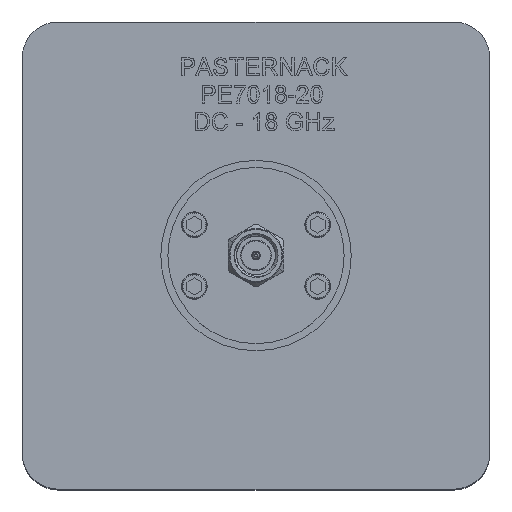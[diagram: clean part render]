
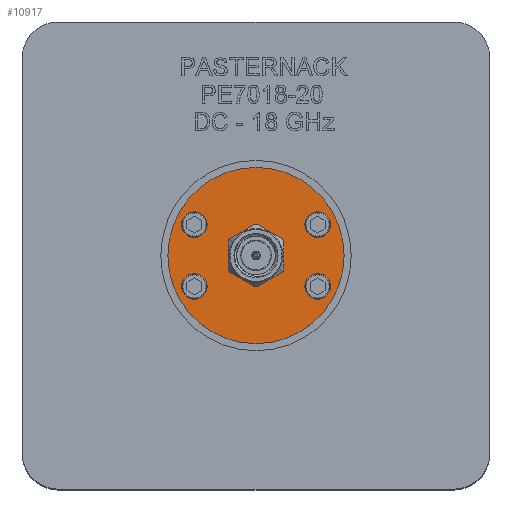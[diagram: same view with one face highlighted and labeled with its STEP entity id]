
A CAD part, top view. The second image highlights one B-rep face of the part: STEP entity #10917.
In plain terms, the highlighted planar face has unit normal (0, 0, 1).
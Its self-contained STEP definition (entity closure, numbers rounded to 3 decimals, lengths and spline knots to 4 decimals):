
#34 = PLANE ( 'NONE',  #20459 ) ;
#131 = DIRECTION ( 'NONE',  ( 1., 0., 0. ) ) ;
#283 = FACE_BOUND ( 'NONE', #24223, .T. ) ;
#1080 = CIRCLE ( 'NONE', #13627, 0.0729 ) ;
#1120 = DIRECTION ( 'NONE',  ( -1., 0., 0. ) ) ;
#1124 = EDGE_CURVE ( 'NONE', #25051, #10276, #28749, .T. ) ;
#1197 = EDGE_CURVE ( 'NONE', #9371, #14929, #20103, .T. ) ;
#1701 = CARTESIAN_POINT ( 'NONE',  ( 0.4229, -0.175, 1.535 ) ) ;
#1747 = CARTESIAN_POINT ( 'NONE',  ( 0.35, -0.175, 1.535 ) ) ;
#1986 = ORIENTED_EDGE ( 'NONE', *, *, #1197, .T. ) ;
#2177 = EDGE_CURVE ( 'NONE', #11491, #10669, #19649, .T. ) ;
#2360 = CARTESIAN_POINT ( 'NONE',  ( -0.2771, 0.175, 1.535 ) ) ;
#2806 = DIRECTION ( 'NONE',  ( -1., 0., 0. ) ) ;
#3420 = AXIS2_PLACEMENT_3D ( 'NONE', #15671, #21168, #18314 ) ;
#4678 = CARTESIAN_POINT ( 'NONE',  ( -0.35, -0.175, 1.535 ) ) ;
#4712 = DIRECTION ( 'NONE',  ( 0., 0., -1. ) ) ;
#5490 = EDGE_CURVE ( 'NONE', #30911, #8941, #1080, .T. ) ;
#5509 = CARTESIAN_POINT ( 'NONE',  ( 0., 0., 1.535 ) ) ;
#5756 = EDGE_CURVE ( 'NONE', #8270, #22149, #22762, .T. ) ;
#6006 = AXIS2_PLACEMENT_3D ( 'NONE', #17142, #19310, #1120 ) ;
#6189 = AXIS2_PLACEMENT_3D ( 'NONE', #4678, #22970, #10059 ) ;
#6282 = AXIS2_PLACEMENT_3D ( 'NONE', #28176, #12385, #31147 ) ;
#6369 = DIRECTION ( 'NONE',  ( -1., 0., 0. ) ) ;
#6547 = AXIS2_PLACEMENT_3D ( 'NONE', #16157, #31954, #26550 ) ;
#6717 = EDGE_LOOP ( 'NONE', ( #17322, #12411 ) ) ;
#7225 = FACE_BOUND ( 'NONE', #18747, .T. ) ;
#7461 = ORIENTED_EDGE ( 'NONE', *, *, #17071, .T. ) ;
#7661 = CARTESIAN_POINT ( 'NONE',  ( -0.125, 0., 1.535 ) ) ;
#8077 = CARTESIAN_POINT ( 'NONE',  ( -0.35, 0.175, 1.535 ) ) ;
#8270 = VERTEX_POINT ( 'NONE', #27940 ) ;
#8941 = VERTEX_POINT ( 'NONE', #28978 ) ;
#9070 = DIRECTION ( 'NONE',  ( 0., 0., -1. ) ) ;
#9106 = EDGE_CURVE ( 'NONE', #19078, #10776, #22254, .T. ) ;
#9221 = DIRECTION ( 'NONE',  ( 0., 0., -1. ) ) ;
#9354 = EDGE_CURVE ( 'NONE', #14929, #9371, #22641, .T. ) ;
#9371 = VERTEX_POINT ( 'NONE', #2360 ) ;
#10059 = DIRECTION ( 'NONE',  ( -1., 0., 0. ) ) ;
#10276 = VERTEX_POINT ( 'NONE', #23777 ) ;
#10669 = VERTEX_POINT ( 'NONE', #1701 ) ;
#10776 = VERTEX_POINT ( 'NONE', #33340 ) ;
#10917 = ADVANCED_FACE ( 'NONE', ( #7225, #283, #27298, #27735, #19497, #12564 ), #34, .T. ) ;
#11482 = CARTESIAN_POINT ( 'NONE',  ( 0.35, 0.175, 1.535 ) ) ;
#11491 = VERTEX_POINT ( 'NONE', #15186 ) ;
#11555 = ORIENTED_EDGE ( 'NONE', *, *, #30139, .T. ) ;
#12179 = ORIENTED_EDGE ( 'NONE', *, *, #15111, .T. ) ;
#12385 = DIRECTION ( 'NONE',  ( 0., 0., -1. ) ) ;
#12411 = ORIENTED_EDGE ( 'NONE', *, *, #19086, .F. ) ;
#12564 = FACE_OUTER_BOUND ( 'NONE', #6717, .T. ) ;
#12591 = CARTESIAN_POINT ( 'NONE',  ( 0.35, 0.175, 1.535 ) ) ;
#12794 = DIRECTION ( 'NONE',  ( 0., 0., -1. ) ) ;
#12910 = CARTESIAN_POINT ( 'NONE',  ( 0., 0., 1.535 ) ) ;
#13627 = AXIS2_PLACEMENT_3D ( 'NONE', #12591, #15201, #23081 ) ;
#14573 = CARTESIAN_POINT ( 'NONE',  ( -0.5, 0., 1.535 ) ) ;
#14929 = VERTEX_POINT ( 'NONE', #18587 ) ;
#15092 = ORIENTED_EDGE ( 'NONE', *, *, #9354, .T. ) ;
#15111 = EDGE_CURVE ( 'NONE', #8941, #30911, #32197, .T. ) ;
#15186 = CARTESIAN_POINT ( 'NONE',  ( 0.2771, -0.175, 1.535 ) ) ;
#15201 = DIRECTION ( 'NONE',  ( 0., 0., -1. ) ) ;
#15671 = CARTESIAN_POINT ( 'NONE',  ( -0.35, 0.175, 1.535 ) ) ;
#16157 = CARTESIAN_POINT ( 'NONE',  ( 0., 0., 1.535 ) ) ;
#16786 = CIRCLE ( 'NONE', #6189, 0.0729 ) ;
#17071 = EDGE_CURVE ( 'NONE', #10669, #11491, #20242, .T. ) ;
#17142 = CARTESIAN_POINT ( 'NONE',  ( -0.35, -0.175, 1.535 ) ) ;
#17275 = EDGE_CURVE ( 'NONE', #22149, #8270, #24343, .T. ) ;
#17322 = ORIENTED_EDGE ( 'NONE', *, *, #1124, .F. ) ;
#17423 = DIRECTION ( 'NONE',  ( -1., 0., 0. ) ) ;
#17809 = AXIS2_PLACEMENT_3D ( 'NONE', #8077, #31433, #2806 ) ;
#18037 = CARTESIAN_POINT ( 'NONE',  ( -0.2771, -0.175, 1.535 ) ) ;
#18268 = DIRECTION ( 'NONE',  ( -1., 0., 0. ) ) ;
#18314 = DIRECTION ( 'NONE',  ( -1., 0., 0. ) ) ;
#18587 = CARTESIAN_POINT ( 'NONE',  ( -0.4229, 0.175, 1.535 ) ) ;
#18747 = EDGE_LOOP ( 'NONE', ( #23955, #33082 ) ) ;
#19078 = VERTEX_POINT ( 'NONE', #18037 ) ;
#19086 = EDGE_CURVE ( 'NONE', #10276, #25051, #20150, .T. ) ;
#19128 = DIRECTION ( 'NONE',  ( -1., 0., 0. ) ) ;
#19310 = DIRECTION ( 'NONE',  ( 0., 0., -1. ) ) ;
#19450 = DIRECTION ( 'NONE',  ( 0., 0., 1. ) ) ;
#19497 = FACE_BOUND ( 'NONE', #27614, .T. ) ;
#19549 = ORIENTED_EDGE ( 'NONE', *, *, #5490, .T. ) ;
#19649 = CIRCLE ( 'NONE', #26470, 0.0729 ) ;
#19753 = EDGE_LOOP ( 'NONE', ( #27548, #11555 ) ) ;
#20103 = CIRCLE ( 'NONE', #3420, 0.0729 ) ;
#20150 = CIRCLE ( 'NONE', #21472, 0.5 ) ;
#20242 = CIRCLE ( 'NONE', #32209, 0.0729 ) ;
#20459 = AXIS2_PLACEMENT_3D ( 'NONE', #29345, #19450, #19128 ) ;
#21168 = DIRECTION ( 'NONE',  ( 0., 0., -1. ) ) ;
#21472 = AXIS2_PLACEMENT_3D ( 'NONE', #12910, #12794, #18268 ) ;
#22146 = CARTESIAN_POINT ( 'NONE',  ( 0.35, -0.175, 1.535 ) ) ;
#22149 = VERTEX_POINT ( 'NONE', #7661 ) ;
#22254 = CIRCLE ( 'NONE', #6006, 0.0729 ) ;
#22641 = CIRCLE ( 'NONE', #17809, 0.0729 ) ;
#22703 = AXIS2_PLACEMENT_3D ( 'NONE', #11482, #9070, #27499 ) ;
#22762 = CIRCLE ( 'NONE', #27191, 0.125 ) ;
#22970 = DIRECTION ( 'NONE',  ( 0., 0., -1. ) ) ;
#23081 = DIRECTION ( 'NONE',  ( -1., 0., 0. ) ) ;
#23777 = CARTESIAN_POINT ( 'NONE',  ( 0.5, 0., 1.535 ) ) ;
#23920 = DIRECTION ( 'NONE',  ( 0., 0., -1. ) ) ;
#23955 = ORIENTED_EDGE ( 'NONE', *, *, #5756, .T. ) ;
#24223 = EDGE_LOOP ( 'NONE', ( #7461, #28551 ) ) ;
#24343 = CIRCLE ( 'NONE', #6547, 0.125 ) ;
#24414 = CARTESIAN_POINT ( 'NONE',  ( 0.4229, 0.175, 1.535 ) ) ;
#25051 = VERTEX_POINT ( 'NONE', #14573 ) ;
#26470 = AXIS2_PLACEMENT_3D ( 'NONE', #22146, #9221, #6369 ) ;
#26550 = DIRECTION ( 'NONE',  ( 1., 0., 0. ) ) ;
#26933 = EDGE_LOOP ( 'NONE', ( #1986, #15092 ) ) ;
#27191 = AXIS2_PLACEMENT_3D ( 'NONE', #5509, #23920, #131 ) ;
#27298 = FACE_BOUND ( 'NONE', #19753, .T. ) ;
#27499 = DIRECTION ( 'NONE',  ( -1., 0., 0. ) ) ;
#27548 = ORIENTED_EDGE ( 'NONE', *, *, #9106, .T. ) ;
#27614 = EDGE_LOOP ( 'NONE', ( #19549, #12179 ) ) ;
#27735 = FACE_BOUND ( 'NONE', #26933, .T. ) ;
#27940 = CARTESIAN_POINT ( 'NONE',  ( 0.125, 0., 1.535 ) ) ;
#28176 = CARTESIAN_POINT ( 'NONE',  ( 0., 0., 1.535 ) ) ;
#28551 = ORIENTED_EDGE ( 'NONE', *, *, #2177, .T. ) ;
#28749 = CIRCLE ( 'NONE', #6282, 0.5 ) ;
#28978 = CARTESIAN_POINT ( 'NONE',  ( 0.2771, 0.175, 1.535 ) ) ;
#29345 = CARTESIAN_POINT ( 'NONE',  ( 0., 0., 1.535 ) ) ;
#30139 = EDGE_CURVE ( 'NONE', #10776, #19078, #16786, .T. ) ;
#30911 = VERTEX_POINT ( 'NONE', #24414 ) ;
#31147 = DIRECTION ( 'NONE',  ( -1., 0., 0. ) ) ;
#31433 = DIRECTION ( 'NONE',  ( 0., 0., -1. ) ) ;
#31954 = DIRECTION ( 'NONE',  ( 0., 0., -1. ) ) ;
#32197 = CIRCLE ( 'NONE', #22703, 0.0729 ) ;
#32209 = AXIS2_PLACEMENT_3D ( 'NONE', #1747, #4712, #17423 ) ;
#33082 = ORIENTED_EDGE ( 'NONE', *, *, #17275, .T. ) ;
#33340 = CARTESIAN_POINT ( 'NONE',  ( -0.4229, -0.175, 1.535 ) ) ;
